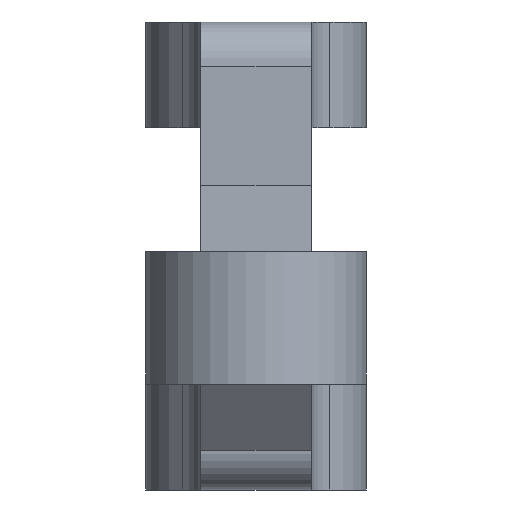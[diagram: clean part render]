
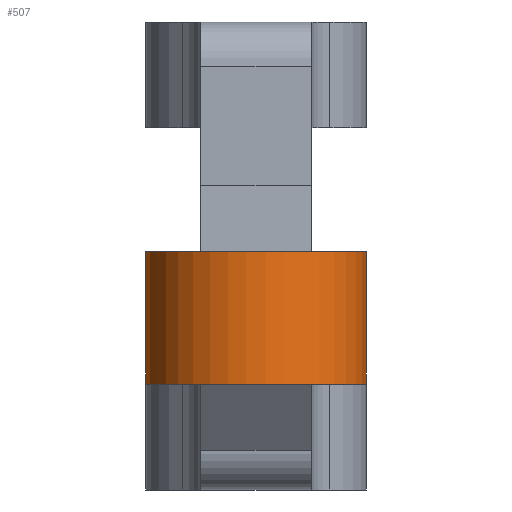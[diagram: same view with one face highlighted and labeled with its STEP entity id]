
A CAD part, front view. The second image highlights one B-rep face of the part: STEP entity #507.
In plain terms, the highlighted cylindrical face has radius 2.5 mm (diameter 5 mm), a partial arc.
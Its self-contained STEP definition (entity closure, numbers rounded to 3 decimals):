
#42=CIRCLE('',#564,2.5);
#46=CIRCLE('',#570,2.5);
#62=CYLINDRICAL_SURFACE('',#576,2.5);
#89=FACE_OUTER_BOUND('',#122,.T.);
#122=EDGE_LOOP('',(#464,#465,#466,#467));
#164=LINE('',#873,#207);
#165=LINE('',#875,#208);
#207=VECTOR('',#726,10.);
#208=VECTOR('',#729,10.);
#249=VERTEX_POINT('',#853);
#250=VERTEX_POINT('',#855);
#252=VERTEX_POINT('',#863);
#253=VERTEX_POINT('',#865);
#315=EDGE_CURVE('',#249,#250,#42,.T.);
#320=EDGE_CURVE('',#252,#253,#46,.T.);
#324=EDGE_CURVE('',#249,#253,#164,.T.);
#325=EDGE_CURVE('',#252,#250,#165,.T.);
#464=ORIENTED_EDGE('',*,*,#325,.T.);
#465=ORIENTED_EDGE('',*,*,#315,.F.);
#466=ORIENTED_EDGE('',*,*,#324,.T.);
#467=ORIENTED_EDGE('',*,*,#320,.F.);
#507=ADVANCED_FACE('',(#89),#62,.T.);
#564=AXIS2_PLACEMENT_3D('',#856,#702,#703);
#570=AXIS2_PLACEMENT_3D('',#866,#715,#716);
#576=AXIS2_PLACEMENT_3D('',#876,#730,#731);
#702=DIRECTION('center_axis',(0.,0.,
1.));
#703=DIRECTION('ref_axis',(1.,0.,0.));
#715=DIRECTION('center_axis',(0.,0.,
-1.));
#716=DIRECTION('ref_axis',(1.,0.,0.));
#726=DIRECTION('',(0.,0.,-1.));
#729=DIRECTION('',(0.,0.,1.));
#730=DIRECTION('center_axis',(0.,0.,
1.));
#731=DIRECTION('ref_axis',(0.,-1.,0.));
#853=CARTESIAN_POINT('',(42.792,-9.699,-5.4));
#855=CARTESIAN_POINT('',(46.913,-9.699,-5.4));
#856=CARTESIAN_POINT('Origin',(44.853,-11.115,-5.4));
#863=CARTESIAN_POINT('',(46.913,-9.699,-8.4));
#865=CARTESIAN_POINT('',(42.792,-9.699,-8.4));
#866=CARTESIAN_POINT('Origin',(44.853,-11.115,-8.4));
#873=CARTESIAN_POINT('',(42.792,-9.699,-6.9));
#875=CARTESIAN_POINT('',(46.913,-9.699,-6.9));
#876=CARTESIAN_POINT('Origin',(44.853,-11.115,-6.9));
